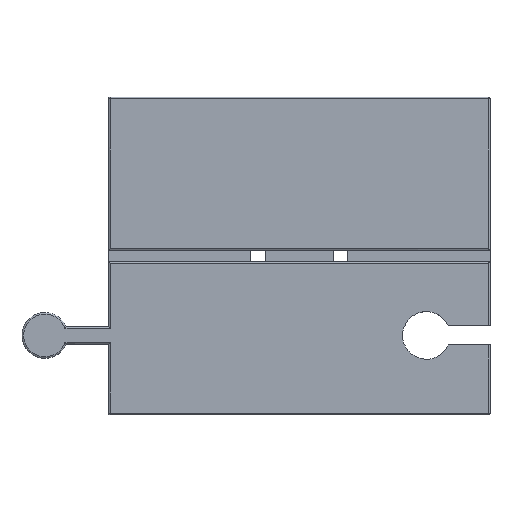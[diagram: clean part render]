
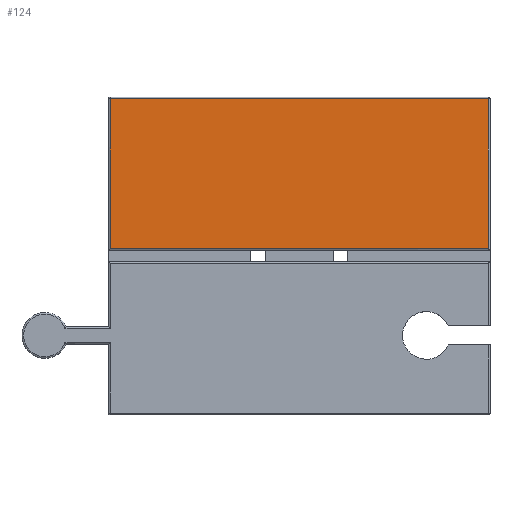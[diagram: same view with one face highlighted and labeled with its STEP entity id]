
A CAD part, top view. The second image highlights one B-rep face of the part: STEP entity #124.
In plain terms, the highlighted planar face has unit normal (0, 0, 1).
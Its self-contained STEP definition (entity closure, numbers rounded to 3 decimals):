
#124=ADVANCED_FACE('',(#203),#182,.T.);
#182=PLANE('',#1013);
#203=FACE_OUTER_BOUND('',#263,.T.);
#263=EDGE_LOOP('',(#367,#368,#369,#370));
#367=ORIENTED_EDGE('',*,*,#723,.T.);
#368=ORIENTED_EDGE('',*,*,#724,.T.);
#369=ORIENTED_EDGE('',*,*,#725,.T.);
#370=ORIENTED_EDGE('',*,*,#726,.T.);
#643=VERTEX_POINT('',#1510);
#644=VERTEX_POINT('',#1511);
#645=VERTEX_POINT('',#1513);
#646=VERTEX_POINT('',#1515);
#723=EDGE_CURVE('',#643,#644,#857,.T.);
#724=EDGE_CURVE('',#644,#645,#858,.T.);
#725=EDGE_CURVE('',#645,#646,#859,.T.);
#726=EDGE_CURVE('',#646,#643,#860,.T.);
#857=LINE('',#1509,#949);
#858=LINE('',#1512,#950);
#859=LINE('',#1514,#951);
#860=LINE('',#1516,#952);
#949=VECTOR('',#1173,1.);
#950=VECTOR('',#1174,1.);
#951=VECTOR('',#1175,1.);
#952=VECTOR('',#1176,1.);
#1013=AXIS2_PLACEMENT_3D('',#1517,#1177,#1178);
#1173=DIRECTION('',(1.,0.,0.));
#1174=DIRECTION('',(0.,1.,0.));
#1175=DIRECTION('',(-1.,0.,0.));
#1176=DIRECTION('',(0.,-1.,0.));
#1177=DIRECTION('',(0.,0.,1.));
#1178=DIRECTION('',(1.,0.,0.));
#1509=CARTESIAN_POINT('',(0.,52.3,14.));
#1510=CARTESIAN_POINT('',(0.5,52.3,14.));
#1511=CARTESIAN_POINT('',(119.5,52.3,14.));
#1512=CARTESIAN_POINT('',(119.5,100.,14.));
#1513=CARTESIAN_POINT('',(119.5,99.5,14.));
#1514=CARTESIAN_POINT('',(0.,99.5,14.));
#1515=CARTESIAN_POINT('',(0.5,99.5,14.));
#1516=CARTESIAN_POINT('',(0.5,51.8,14.));
#1517=CARTESIAN_POINT('',(0.,0.,14.));
